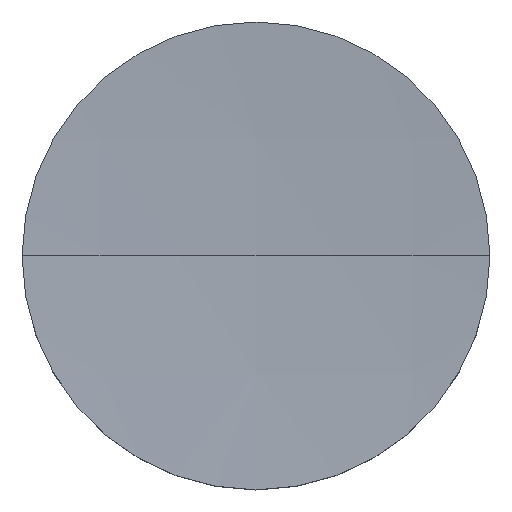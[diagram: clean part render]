
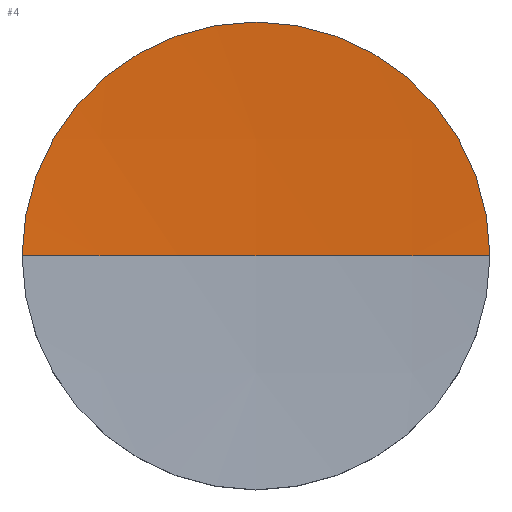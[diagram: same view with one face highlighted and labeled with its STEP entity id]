
A CAD part, top view. The second image highlights one B-rep face of the part: STEP entity #4.
In plain terms, the highlighted spherical face has radius 200 mm.
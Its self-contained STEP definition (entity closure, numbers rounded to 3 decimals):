
#4 = ADVANCED_FACE ( 'NONE', ( #147 ), #123, .F. ) ;
#9 = ORIENTED_EDGE ( 'NONE', *, *, #175, .F. ) ;
#28 = CIRCLE ( 'NONE', #38, 12.7 ) ;
#38 = AXIS2_PLACEMENT_3D ( 'NONE', #66, #137, #166 ) ;
#41 = ORIENTED_EDGE ( 'NONE', *, *, #113, .T. ) ;
#48 = CARTESIAN_POINT ( 'NONE',  ( -12.7, 0., 6. ) ) ;
#53 = CIRCLE ( 'NONE', #64, 200. ) ;
#59 = DIRECTION ( 'NONE',  ( 0., 0., 1. ) ) ;
#64 = AXIS2_PLACEMENT_3D ( 'NONE', #117, #74, #59 ) ;
#66 = CARTESIAN_POINT ( 'NONE',  ( 0., 0., 6. ) ) ;
#74 = DIRECTION ( 'NONE',  ( 0., 1., 0. ) ) ;
#103 = EDGE_LOOP ( 'NONE', ( #142, #41, #9 ) ) ;
#106 = CARTESIAN_POINT ( 'NONE',  ( 0., 0., 5.596 ) ) ;
#113 = EDGE_CURVE ( 'NONE', #145, #161, #159, .T. ) ;
#117 = CARTESIAN_POINT ( 'NONE',  ( 0., 0., 205.596 ) ) ;
#123 = SPHERICAL_SURFACE ( 'NONE', #192, 200. ) ;
#134 = CARTESIAN_POINT ( 'NONE',  ( 0., 0., 205.596 ) ) ;
#137 = DIRECTION ( 'NONE',  ( 0., 0., -1. ) ) ;
#139 = EDGE_CURVE ( 'NONE', #145, #178, #28, .T. ) ;
#142 = ORIENTED_EDGE ( 'NONE', *, *, #139, .F. ) ;
#145 = VERTEX_POINT ( 'NONE', #48 ) ;
#147 = FACE_OUTER_BOUND ( 'NONE', #103, .T. ) ;
#151 = CARTESIAN_POINT ( 'NONE',  ( 12.7, 0., 6. ) ) ;
#153 = DIRECTION ( 'NONE',  ( 1., 0., 0. ) ) ;
#159 = CIRCLE ( 'NONE', #163, 200. ) ;
#161 = VERTEX_POINT ( 'NONE', #106 ) ;
#163 = AXIS2_PLACEMENT_3D ( 'NONE', #134, #181, #199 ) ;
#166 = DIRECTION ( 'NONE',  ( 1., 0., 0. ) ) ;
#167 = DIRECTION ( 'NONE',  ( 0., -1., 0. ) ) ;
#175 = EDGE_CURVE ( 'NONE', #178, #161, #53, .T. ) ;
#178 = VERTEX_POINT ( 'NONE', #151 ) ;
#181 = DIRECTION ( 'NONE',  ( 0., -1., 0. ) ) ;
#187 = CARTESIAN_POINT ( 'NONE',  ( 0., 0., 205.596 ) ) ;
#192 = AXIS2_PLACEMENT_3D ( 'NONE', #187, #167, #153 ) ;
#199 = DIRECTION ( 'NONE',  ( 1., 0., 0. ) ) ;
